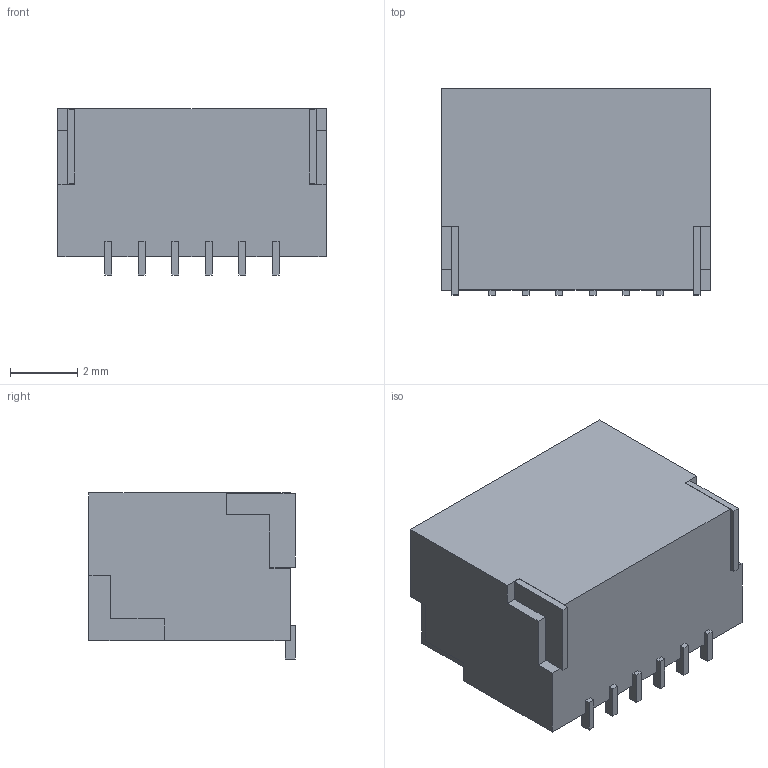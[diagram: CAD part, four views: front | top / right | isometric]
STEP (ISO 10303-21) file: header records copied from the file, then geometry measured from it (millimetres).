
FILE_DESCRIPTION(('FreeCAD Model'),'2;1');
FILE_NAME('Open CASCADE Shape Model','2023-07-25T10:30:41',('Author'),( ''),'Open CASCADE STEP processor 7.5','FreeCAD','Unknown');
FILE_SCHEMA(('AUTOMOTIVE_DESIGN { 1 0 10303 214 1 1 1 1 }'));
Length unit declared in the file: millimetre
Products named in the file (1): BM06B-NSHSS
Bounding box: 8 x 6.15 x 4.95 mm (x, y, z)
Volume: 111.5 mm3; surface area: 383.9 mm2
Topology: 1 solids, 1 shells, 108 faces, 308 edges, 204 vertices
Faces by surface type: plane 108
Entity records: 8225 total; most frequent: CARTESIAN_POINT 1237, DIRECTION 1142, LINE 924, VECTOR 924, ORIENTED_EDGE 616, PCURVE 616, DEFINITIONAL_REPRESENTATION 616, EDGE_CURVE 308
